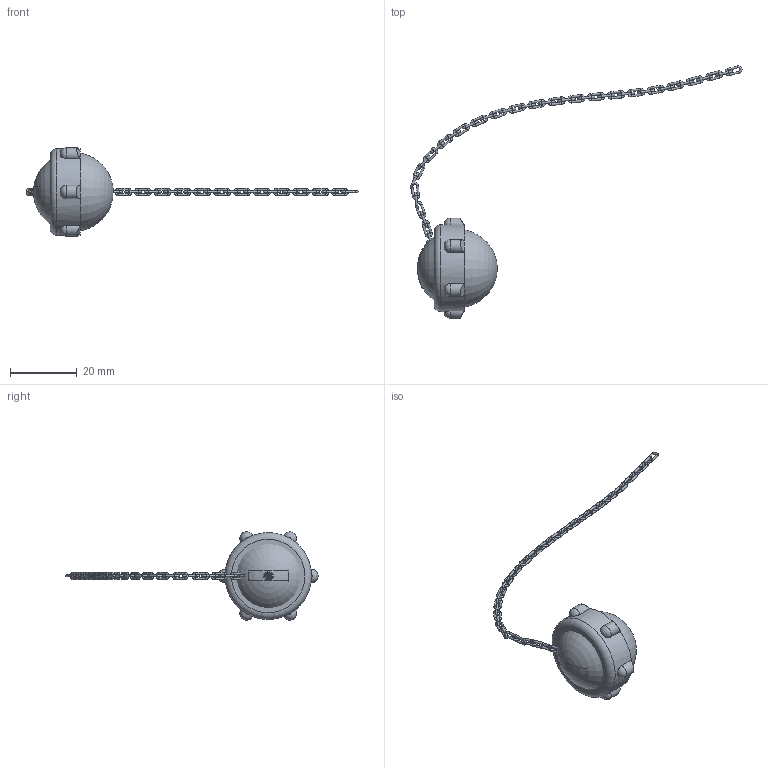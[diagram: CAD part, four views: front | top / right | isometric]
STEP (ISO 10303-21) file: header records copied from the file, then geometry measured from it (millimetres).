
FILE_DESCRIPTION(/* description */ ('Unknown'),/* implementation_level */ '2;1');
FILE_NAME(/* name */ 'R626-DN15',/* time_stamp */ '2024-05-13T17:44:32+08:00',/* author */ ('Unknown'),/* organization */ ('Unknown'),/* preprocessor_version */ 'ST-DEVELOPER v16.7',/* originating_system */ 'DEX',/* authorisation */ $);
FILE_SCHEMA (('AUTOMOTIVE_DESIGN {1 0 10303 214 3 1 1}'));
Length unit declared in the file: millimetre
Products named in the file (2): R626-DN15
Bounding box: 99.6 x 75.66 x 26.47 mm (x, y, z)
Volume: 4882.5 mm3; surface area: 5357.8 mm2
Topology: 53 solids, 53 shells, 250 faces, 517 edges, 271 vertices
Faces by surface type: torus 114, cylinder 114, plane 16, cone 6
Full cylindrical faces by diameter (mm): 0.6 x104, 6 x1, 18.6 x1, 21 x1, 26 x1
Entity records: 5921 total; most frequent: DIRECTION 1028, CARTESIAN_POINT 955, ORIENTED_EDGE 598, AXIS2_PLACEMENT_3D 505, FACE_BOUND 467, EDGE_LOOP 466, EDGE_CURVE 299, VERTEX_POINT 268
